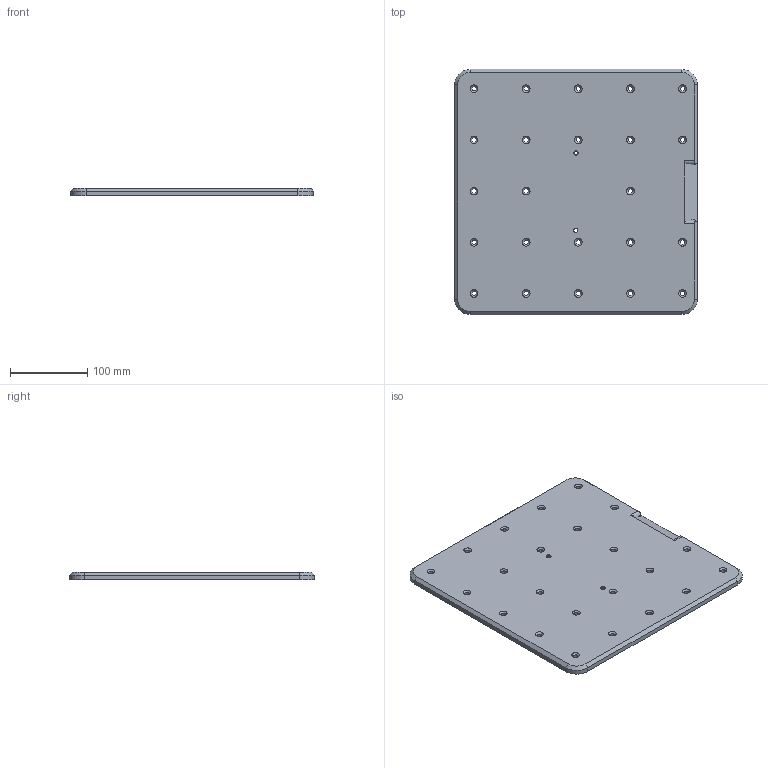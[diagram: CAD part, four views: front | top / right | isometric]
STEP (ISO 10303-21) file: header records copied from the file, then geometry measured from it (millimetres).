
FILE_DESCRIPTION(/* description */ (''),/* implementation_level */ '2;1');
FILE_NAME(/* name */ 'Ständer-Base.step',/* time_stamp */ '2022-02-11T12:19:19+01:00',/* author */ (''),/* organization */ (''),/* preprocessor_version */ 'ST-DEVELOPER v18.1',/* originating_system */ 'Autodesk Translation Framework v10.13.0.1454',/* authorisation */ '');
FILE_SCHEMA (('AUTOMOTIVE_DESIGN { 1 0 10303 214 3 1 1 }'));
Length unit declared in the file: millimetre
Products named in the file (1): 3D-Modell
Bounding box: 314.27 x 317.39 x 10 mm (x, y, z)
Volume: 971465 mm3; surface area: 211149.7 mm2
Topology: 1 solids, 1 shells, 102 faces, 263 edges, 165 vertices
Faces by surface type: cylinder 53, cone 27, plane 18, bspline 4
Full cylindrical faces by diameter (mm): 5.035 x4, 6 x23, 6.147 x2, 10 x2
Entity records: 4992 total; most frequent: CARTESIAN_POINT 2251, ORIENTED_EDGE 526, DIRECTION 518, EDGE_CURVE 263, AXIS2_PLACEMENT_3D 204, VERTEX_POINT 165, EDGE_LOOP 154, LINE 110
